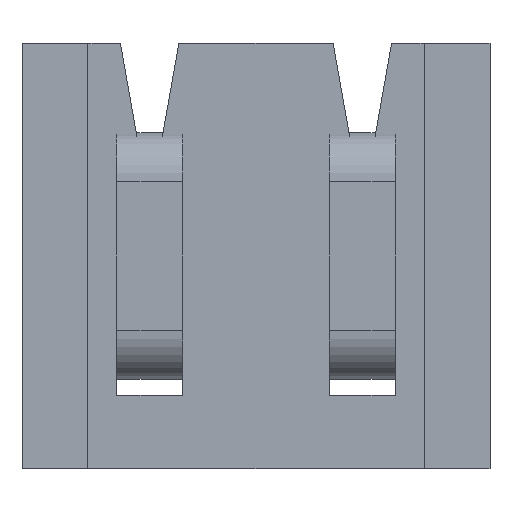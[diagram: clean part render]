
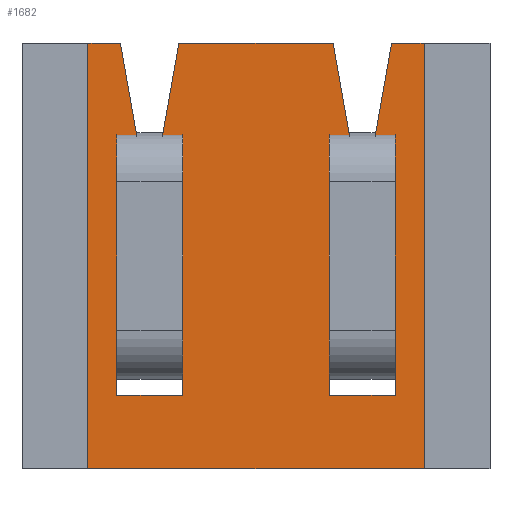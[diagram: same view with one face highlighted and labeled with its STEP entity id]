
A CAD part, front view. The second image highlights one B-rep face of the part: STEP entity #1682.
In plain terms, the highlighted planar face has unit normal (0, -1, 0).
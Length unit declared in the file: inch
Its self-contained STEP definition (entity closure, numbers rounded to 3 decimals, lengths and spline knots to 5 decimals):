
#187=ORIENTED_EDGE('',*,*,#621,.F.);
#188=ORIENTED_EDGE('',*,*,#543,.T.);
#189=ORIENTED_EDGE('',*,*,#622,.F.);
#190=ORIENTED_EDGE('',*,*,#623,.T.);
#191=ORIENTED_EDGE('',*,*,#624,.F.);
#192=ORIENTED_EDGE('',*,*,#547,.T.);
#193=ORIENTED_EDGE('',*,*,#619,.T.);
#194=ORIENTED_EDGE('',*,*,#560,.T.);
#195=ORIENTED_EDGE('',*,*,#620,.F.);
#196=ORIENTED_EDGE('',*,*,#563,.T.);
#197=ORIENTED_EDGE('',*,*,#625,.F.);
#198=ORIENTED_EDGE('',*,*,#626,.T.);
#199=ORIENTED_EDGE('',*,*,#583,.T.);
#200=ORIENTED_EDGE('',*,*,#587,.T.);
#201=ORIENTED_EDGE('',*,*,#590,.T.);
#202=ORIENTED_EDGE('',*,*,#593,.T.);
#203=ORIENTED_EDGE('',*,*,#571,.T.);
#204=ORIENTED_EDGE('',*,*,#575,.T.);
#205=ORIENTED_EDGE('',*,*,#578,.T.);
#206=ORIENTED_EDGE('',*,*,#581,.T.);
#543=EDGE_CURVE('',#787,#788,#947,.T.);
#547=EDGE_CURVE('',#791,#792,#951,.T.);
#560=EDGE_CURVE('',#798,#804,#964,.T.);
#563=EDGE_CURVE('',#808,#807,#967,.T.);
#571=EDGE_CURVE('',#811,#812,#975,.T.);
#575=EDGE_CURVE('',#812,#815,#979,.T.);
#578=EDGE_CURVE('',#815,#817,#982,.T.);
#581=EDGE_CURVE('',#817,#811,#985,.T.);
#583=EDGE_CURVE('',#819,#820,#987,.T.);
#587=EDGE_CURVE('',#820,#823,#991,.T.);
#590=EDGE_CURVE('',#823,#825,#994,.T.);
#593=EDGE_CURVE('',#825,#819,#997,.T.);
#619=EDGE_CURVE('',#792,#798,#1023,.T.);
#620=EDGE_CURVE('',#808,#804,#1024,.T.);
#621=EDGE_CURVE('',#787,#839,#1025,.T.);
#622=EDGE_CURVE('',#840,#788,#1026,.T.);
#623=EDGE_CURVE('',#840,#841,#1027,.T.);
#624=EDGE_CURVE('',#791,#841,#1028,.T.);
#625=EDGE_CURVE('',#842,#807,#1029,.T.);
#626=EDGE_CURVE('',#842,#839,#1030,.T.);
#787=VERTEX_POINT('',#2304);
#788=VERTEX_POINT('',#2305);
#791=VERTEX_POINT('',#2313);
#792=VERTEX_POINT('',#2314);
#798=VERTEX_POINT('',#2327);
#804=VERTEX_POINT('',#2339);
#807=VERTEX_POINT('',#2346);
#808=VERTEX_POINT('',#2348);
#811=VERTEX_POINT('',#2362);
#812=VERTEX_POINT('',#2363);
#815=VERTEX_POINT('',#2371);
#817=VERTEX_POINT('',#2377);
#819=VERTEX_POINT('',#2386);
#820=VERTEX_POINT('',#2387);
#823=VERTEX_POINT('',#2395);
#825=VERTEX_POINT('',#2401);
#839=VERTEX_POINT('',#2461);
#840=VERTEX_POINT('',#2463);
#841=VERTEX_POINT('',#2465);
#842=VERTEX_POINT('',#2468);
#947=LINE('',#2303,#1175);
#951=LINE('',#2312,#1179);
#964=LINE('',#2340,#1192);
#967=LINE('',#2347,#1195);
#975=LINE('',#2361,#1203);
#979=LINE('',#2370,#1207);
#982=LINE('',#2376,#1210);
#985=LINE('',#2382,#1213);
#987=LINE('',#2385,#1215);
#991=LINE('',#2394,#1219);
#994=LINE('',#2400,#1222);
#997=LINE('',#2406,#1225);
#1023=LINE('',#2456,#1251);
#1024=LINE('',#2458,#1252);
#1025=LINE('',#2460,#1253);
#1026=LINE('',#2462,#1254);
#1027=LINE('',#2464,#1255);
#1028=LINE('',#2466,#1256);
#1029=LINE('',#2467,#1257);
#1030=LINE('',#2469,#1258);
#1175=VECTOR('',#1871,39.37008);
#1179=VECTOR('',#1877,39.37008);
#1192=VECTOR('',#1892,39.37008);
#1195=VECTOR('',#1897,39.37008);
#1203=VECTOR('',#1911,39.37008);
#1207=VECTOR('',#1917,39.37008);
#1210=VECTOR('',#1922,39.37008);
#1213=VECTOR('',#1927,39.37008);
#1215=VECTOR('',#1931,39.37008);
#1219=VECTOR('',#1937,39.37008);
#1222=VECTOR('',#1942,39.37008);
#1225=VECTOR('',#1947,39.37008);
#1251=VECTOR('',#1997,39.37008);
#1252=VECTOR('',#2000,39.37008);
#1253=VECTOR('',#2003,39.37008);
#1254=VECTOR('',#2004,39.37008);
#1255=VECTOR('',#2005,39.37008);
#1256=VECTOR('',#2006,39.37008);
#1257=VECTOR('',#2007,39.37008);
#1258=VECTOR('',#2008,39.37008);
#1432=EDGE_LOOP('',(#187,#188,#189,#190,#191,#192,#193,#194,#195,#196,#197,
#198));
#1433=EDGE_LOOP('',(#199,#200,#201,#202));
#1434=EDGE_LOOP('',(#203,#204,#205,#206));
#1520=FACE_BOUND('',#1432,.T.);
#1521=FACE_BOUND('',#1433,.T.);
#1522=FACE_BOUND('',#1434,.T.);
#1606=PLANE('',#1792);
#1682=ADVANCED_FACE('',(#1520,#1521,#1522),#1606,.T.);
#1792=AXIS2_PLACEMENT_3D('',#2459,#2001,#2002);
#1871=DIRECTION('',(-1.,0.,0.));
#1877=DIRECTION('',(-1.,0.,0.));
#1892=DIRECTION('',(1.,0.,0.));
#1897=DIRECTION('',(-1.,0.,0.));
#1911=DIRECTION('',(-1.,0.,0.));
#1917=DIRECTION('',(0.,0.,1.));
#1922=DIRECTION('',(1.,0.,0.));
#1927=DIRECTION('',(0.,0.,-1.));
#1931=DIRECTION('',(-1.,0.,0.));
#1937=DIRECTION('',(0.,0.,1.));
#1942=DIRECTION('',(1.,0.,0.));
#1947=DIRECTION('',(0.,0.,-1.));
#1997=DIRECTION('',(0.,0.,-1.));
#2000=DIRECTION('',(0.,0.,-1.));
#2001=DIRECTION('',(0.,-1.,0.));
#2002=DIRECTION('',(0.,0.,-1.));
#2003=DIRECTION('',(0.174,0.,-0.985));
#2004=DIRECTION('',(0.174,0.,0.985));
#2005=DIRECTION('',(-1.,0.,0.));
#2006=DIRECTION('',(0.174,0.,-0.985));
#2007=DIRECTION('',(0.174,0.,0.985));
#2008=DIRECTION('',(-1.,0.,0.));
#2303=CARTESIAN_POINT('',(-0.11,0.016,0.1));
#2304=CARTESIAN_POINT('',(0.03626,0.016,0.1));
#2305=CARTESIAN_POINT('',(-0.03626,0.016,0.1));
#2312=CARTESIAN_POINT('',(-0.11,0.016,0.1));
#2313=CARTESIAN_POINT('',(-0.06374,0.016,0.1));
#2314=CARTESIAN_POINT('',(-0.079,0.016,0.1));
#2327=CARTESIAN_POINT('',(-0.079,0.016,-0.1));
#2339=CARTESIAN_POINT('',(0.079,0.016,-0.1));
#2340=CARTESIAN_POINT('',(0.11,0.016,-0.1));
#2346=CARTESIAN_POINT('',(0.06374,0.016,0.1));
#2347=CARTESIAN_POINT('',(-0.11,0.016,0.1));
#2348=CARTESIAN_POINT('',(0.079,0.016,0.1));
#2361=CARTESIAN_POINT('',(-0.0345,0.016,-0.0655));
#2362=CARTESIAN_POINT('',(-0.0345,0.016,-0.0655));
#2363=CARTESIAN_POINT('',(-0.0655,0.016,-0.0655));
#2370=CARTESIAN_POINT('',(-0.0655,0.016,-0.0655));
#2371=CARTESIAN_POINT('',(-0.0655,0.016,-0.0345));
#2376=CARTESIAN_POINT('',(-0.0655,0.016,-0.0345));
#2377=CARTESIAN_POINT('',(-0.0345,0.016,-0.0345));
#2382=CARTESIAN_POINT('',(-0.0345,0.016,-0.0345));
#2385=CARTESIAN_POINT('',(0.0655,0.016,-0.0655));
#2386=CARTESIAN_POINT('',(0.0655,0.016,-0.0655));
#2387=CARTESIAN_POINT('',(0.0345,0.016,-0.0655));
#2394=CARTESIAN_POINT('',(0.0345,0.016,-0.0655));
#2395=CARTESIAN_POINT('',(0.0345,0.016,-0.0345));
#2400=CARTESIAN_POINT('',(0.0345,0.016,-0.0345));
#2401=CARTESIAN_POINT('',(0.0655,0.016,-0.0345));
#2406=CARTESIAN_POINT('',(0.0655,0.016,-0.0345));
#2456=CARTESIAN_POINT('',(-0.079,0.016,0.2));
#2458=CARTESIAN_POINT('',(0.079,0.016,0.2));
#2459=CARTESIAN_POINT('',(0.079,0.016,0.2));
#2460=CARTESIAN_POINT('',(0.02045,0.016,0.18968));
#2461=CARTESIAN_POINT('',(0.0442,0.016,0.055));
#2462=CARTESIAN_POINT('',(-0.01569,0.016,0.2167));
#2463=CARTESIAN_POINT('',(-0.0442,0.016,0.055));
#2464=CARTESIAN_POINT('',(0.079,0.016,0.055));
#2465=CARTESIAN_POINT('',(-0.0558,0.016,0.055));
#2466=CARTESIAN_POINT('',(-0.07653,0.016,0.17258));
#2467=CARTESIAN_POINT('',(0.0813,0.016,0.19959));
#2468=CARTESIAN_POINT('',(0.0558,0.016,0.055));
#2469=CARTESIAN_POINT('',(0.079,0.016,0.055));
